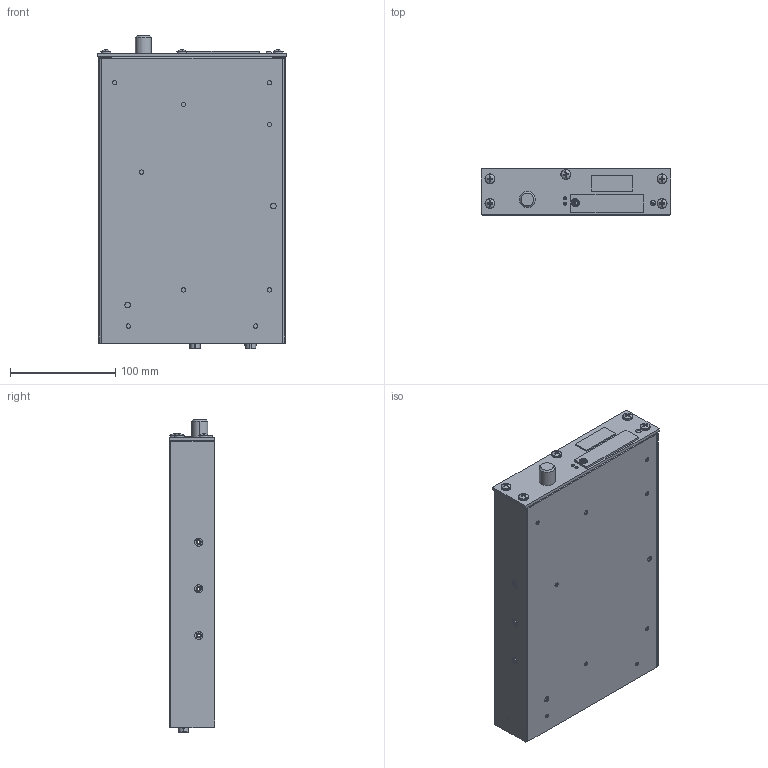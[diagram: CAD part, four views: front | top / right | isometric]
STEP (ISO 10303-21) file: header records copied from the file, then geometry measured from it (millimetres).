
FILE_DESCRIPTION (( 'STEP AP214' ), '1' );
FILE_NAME ('DVM8500 Dimensional Drawing.STEP', '2023-04-28T15:06:12', ( '' ), ( '' ), 'SwSTEP 2.0', 'SolidWorks 2022', '' );
FILE_SCHEMA (( 'AUTOMOTIVE_DESIGN' ));
Length unit declared in the file: inch
Products named in the file (27): 306-104145.50; CR-PHMS 0.19-32x0.25x0.25-N_CR-PHMS 0.19-32x0.25x0.25-N; DVM8500 Power; connector_a-ds_09_ll_z; 653-009349.50; 653-008655.50; 2 pos DIP switch; 301-104048.50; PS10-M3-40; CF Card; 303-103405.50; #4-40 Stand off M-F .25L defeatured_500-009205.50; UCBBJE20-1_PART3; PEM S-632-1 ZI--N_PEM S-632-1 ZI--N; UCBBJE20-1_PART2; klpx-0848a-2-b; 302-103621.50; 10029449-111RLF; UCBBJE20-1_PART1; KMDVLX-6S-N-1_A; PR10-M3; DVM8500 Dimensional Drawing; CF Card holder; 300-103403.50; BNC Connector
Assembly tree (44 placements, depth 3):
  DVM8500 Dimensional Drawing
    303-103405.50
      303-103405.50
      PEM S-632-1 ZI--N_PEM S-632-1 ZI--N  x6
    300-103403.50
    302-103621.50
    CR-PHMS 0.19-32x0.25x0.25-N_CR-PHMS 0.19-32x0.25x0.25-N  x5
    CF Card holder
    CF Card
    301-104048.50
    10029449-111RLF
    klpx-0848a-2-b  x7
    #4-40 Stand off M-F .25L defeatured_500-009205.50  x2
    connector_a-ds_09_ll_z
    KMDVLX-6S-N-1_A
    653-009349.50
    653-008655.50
    2 pos DIP switch  x2
    BNC Connector  x2
      UCBBJE20-1_PART3
      UCBBJE20-1_PART2
      UCBBJE20-1_PART1
    306-104145.50
      306-104145.50
      PR10-M3
      PS10-M3-40
    DVM8500 Power
Bounding box: 180.34 x 43.66 x 298.09 mm (x, y, z)
Volume: 208207.4 mm3; surface area: 352037.4 mm2
Topology: 76 solids, 84 shells, 7645 faces, 20643 edges, 13319 vertices
Faces by surface type: plane 5524, cylinder 1583, cone 336, bspline 170, torus 18, sphere 14
Entity records: 207511 total; most frequent: CARTESIAN_POINT 41789, ORIENTED_EDGE 30664, DIRECTION 27220, EDGE_CURVE 15391, LINE 10806, VECTOR 10806, VERTEX_POINT 9930, AXIS2_PLACEMENT_3D 8207
